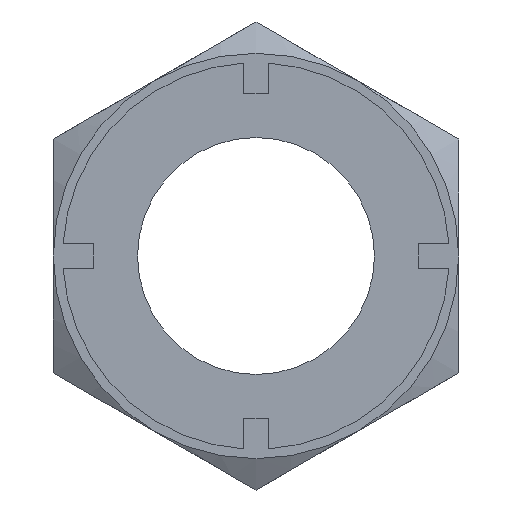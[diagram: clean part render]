
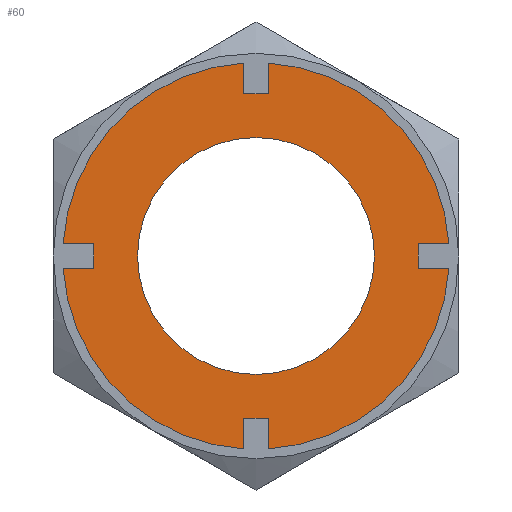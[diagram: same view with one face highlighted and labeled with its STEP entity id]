
A CAD part, left-side view. The second image highlights one B-rep face of the part: STEP entity #60.
In plain terms, the highlighted planar face has unit normal (-1, 0, 0).
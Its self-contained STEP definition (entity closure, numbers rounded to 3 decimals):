
#60=ADVANCED_FACE('',(#114,#115),#116,.T.);
#114=FACE_OUTER_BOUND('',#195,.T.);
#115=FACE_BOUND('',#196,.T.);
#116=PLANE('',#197);
#195=EDGE_LOOP('',(#346,#347,#348,#349,#350,#351,#352,#353,#354,#355,#356,#357,#358,#359,#360,#361));
#196=EDGE_LOOP('',(#362,#363));
#197=AXIS2_PLACEMENT_3D('',#364,#365,#366);
#346=ORIENTED_EDGE('',*,*,#569,.T.);
#347=ORIENTED_EDGE('',*,*,#566,.T.);
#348=ORIENTED_EDGE('',*,*,#563,.T.);
#349=ORIENTED_EDGE('',*,*,#597,.F.);
#350=ORIENTED_EDGE('',*,*,#579,.T.);
#351=ORIENTED_EDGE('',*,*,#576,.T.);
#352=ORIENTED_EDGE('',*,*,#573,.T.);
#353=ORIENTED_EDGE('',*,*,#595,.F.);
#354=ORIENTED_EDGE('',*,*,#589,.T.);
#355=ORIENTED_EDGE('',*,*,#586,.T.);
#356=ORIENTED_EDGE('',*,*,#583,.T.);
#357=ORIENTED_EDGE('',*,*,#593,.F.);
#358=ORIENTED_EDGE('',*,*,#601,.T.);
#359=ORIENTED_EDGE('',*,*,#602,.T.);
#360=ORIENTED_EDGE('',*,*,#603,.T.);
#361=ORIENTED_EDGE('',*,*,#598,.F.);
#362=ORIENTED_EDGE('',*,*,#604,.T.);
#363=ORIENTED_EDGE('',*,*,#558,.T.);
#364=CARTESIAN_POINT('',(-43.0,25.0,0.0));
#365=DIRECTION('',(-1.0,0.0,0.0));
#366=DIRECTION('',(0.0,0.0,1.0));
#558=EDGE_CURVE('',#656,#653,#657,.T.);
#563=EDGE_CURVE('',#666,#664,#667,.T.);
#566=EDGE_CURVE('',#671,#666,#672,.T.);
#569=EDGE_CURVE('',#676,#671,#677,.T.);
#573=EDGE_CURVE('',#684,#682,#685,.T.);
#576=EDGE_CURVE('',#689,#684,#690,.T.);
#579=EDGE_CURVE('',#694,#689,#695,.T.);
#583=EDGE_CURVE('',#702,#700,#703,.T.);
#586=EDGE_CURVE('',#707,#702,#708,.T.);
#589=EDGE_CURVE('',#712,#707,#713,.T.);
#593=EDGE_CURVE('',#717,#700,#719,.T.);
#595=EDGE_CURVE('',#712,#682,#721,.T.);
#597=EDGE_CURVE('',#694,#664,#723,.T.);
#598=EDGE_CURVE('',#676,#724,#725,.T.);
#601=EDGE_CURVE('',#717,#729,#730,.T.);
#602=EDGE_CURVE('',#729,#731,#732,.T.);
#603=EDGE_CURVE('',#731,#724,#733,.T.);
#604=EDGE_CURVE('',#653,#656,#734,.T.);
#653=VERTEX_POINT('',#809);
#656=VERTEX_POINT('',#813);
#657=CIRCLE('',#814,19.0);
#664=VERTEX_POINT('',#823);
#666=VERTEX_POINT('',#826);
#667=LINE('',#827,#828);
#671=VERTEX_POINT('',#834);
#672=LINE('',#835,#836);
#676=VERTEX_POINT('',#842);
#677=LINE('',#843,#844);
#682=VERTEX_POINT('',#851);
#684=VERTEX_POINT('',#854);
#685=LINE('',#855,#856);
#689=VERTEX_POINT('',#862);
#690=LINE('',#863,#864);
#694=VERTEX_POINT('',#870);
#695=LINE('',#871,#872);
#700=VERTEX_POINT('',#879);
#702=VERTEX_POINT('',#882);
#703=LINE('',#883,#884);
#707=VERTEX_POINT('',#890);
#708=LINE('',#891,#892);
#712=VERTEX_POINT('',#898);
#713=LINE('',#899,#900);
#717=VERTEX_POINT('',#905);
#719=CIRCLE('',#908,31.0);
#721=CIRCLE('',#910,31.0);
#723=CIRCLE('',#912,31.0);
#724=VERTEX_POINT('',#913);
#725=CIRCLE('',#914,31.0);
#729=VERTEX_POINT('',#919);
#730=LINE('',#920,#921);
#731=VERTEX_POINT('',#922);
#732=LINE('',#923,#924);
#733=LINE('',#925,#926);
#734=CIRCLE('',#927,19.0);
#809=CARTESIAN_POINT('',(-43.0,19.0,0.0));
#813=CARTESIAN_POINT('',(-43.0,-19.0,0.));
#814=AXIS2_PLACEMENT_3D('',#1230,#1231,#1232);
#823=CARTESIAN_POINT('',(-43.0,-2.,-30.935));
#826=CARTESIAN_POINT('',(-43.0,-2.,-26.0));
#827=CARTESIAN_POINT('',(-43.0,-2.0,-15.468));
#828=VECTOR('',#1239,10.0);
#834=CARTESIAN_POINT('',(-43.0,2.0,-26.0));
#835=CARTESIAN_POINT('',(-43.0,11.5,-26.0));
#836=VECTOR('',#1242,10.0);
#842=CARTESIAN_POINT('',(-43.0,2.,-30.935));
#843=CARTESIAN_POINT('',(-43.0,2.0,-13.0));
#844=VECTOR('',#1245,10.0);
#851=CARTESIAN_POINT('',(-43.0,-30.935,2.0));
#854=CARTESIAN_POINT('',(-43.0,-26.0,2.0));
#855=CARTESIAN_POINT('',(-43.0,-2.968,2.0));
#856=VECTOR('',#1249,10.0);
#862=CARTESIAN_POINT('',(-43.0,-26.0,-2.0));
#863=CARTESIAN_POINT('',(-43.0,-26.0,1.));
#864=VECTOR('',#1252,10.0);
#870=CARTESIAN_POINT('',(-43.0,-30.935,-2.0));
#871=CARTESIAN_POINT('',(-43.0,-0.5,-2.0));
#872=VECTOR('',#1255,10.0);
#879=CARTESIAN_POINT('',(-43.0,2.0,30.935));
#882=CARTESIAN_POINT('',(-43.0,2.0,26.0));
#883=CARTESIAN_POINT('',(-43.0,2.0,15.468));
#884=VECTOR('',#1259,10.0);
#890=CARTESIAN_POINT('',(-43.0,-2.0,26.0));
#891=CARTESIAN_POINT('',(-43.0,13.5,26.0));
#892=VECTOR('',#1262,10.0);
#898=CARTESIAN_POINT('',(-43.0,-2.0,30.935));
#899=CARTESIAN_POINT('',(-43.0,-2.0,13.0));
#900=VECTOR('',#1265,10.0);
#905=CARTESIAN_POINT('',(-43.0,30.935,2.0));
#908=AXIS2_PLACEMENT_3D('',#1271,#1272,#1273);
#910=AXIS2_PLACEMENT_3D('',#1277,#1278,#1279);
#912=AXIS2_PLACEMENT_3D('',#1283,#1284,#1285);
#913=CARTESIAN_POINT('',(-43.0,30.935,-2.0));
#914=AXIS2_PLACEMENT_3D('',#1286,#1287,#1288);
#919=CARTESIAN_POINT('',(-43.0,26.0,2.0));
#920=CARTESIAN_POINT('',(-43.0,25.5,2.0));
#921=VECTOR('',#1293,10.0);
#922=CARTESIAN_POINT('',(-43.0,26.0,-2.0));
#923=CARTESIAN_POINT('',(-43.0,26.0,-1.0));
#924=VECTOR('',#1294,10.0);
#925=CARTESIAN_POINT('',(-43.0,27.968,-2.0));
#926=VECTOR('',#1295,10.0);
#927=AXIS2_PLACEMENT_3D('',#1296,#1297,#1298);
#1230=CARTESIAN_POINT('',(-43.0,0.0,0.0));
#1231=DIRECTION('',(1.0,0.0,0.0));
#1232=DIRECTION('',(0.0,1.0,0.0));
#1239=DIRECTION('',(0.0,0.,-1.0));
#1242=DIRECTION('',(0.0,-1.0,0.));
#1245=DIRECTION('',(0.0,0.,1.0));
#1249=DIRECTION('',(0.0,-1.0,0.));
#1252=DIRECTION('',(0.0,0.,1.0));
#1255=DIRECTION('',(0.0,1.0,0.));
#1259=DIRECTION('',(0.0,0.,1.0));
#1262=DIRECTION('',(0.0,1.0,0.));
#1265=DIRECTION('',(0.0,0.,-1.0));
#1271=CARTESIAN_POINT('',(-43.0,0.0,0.0));
#1272=DIRECTION('',(1.0,0.0,0.0));
#1273=DIRECTION('',(0.0,1.0,0.0));
#1277=CARTESIAN_POINT('',(-43.0,0.0,0.0));
#1278=DIRECTION('',(1.0,0.0,0.0));
#1279=DIRECTION('',(0.0,1.0,0.0));
#1283=CARTESIAN_POINT('',(-43.0,0.0,0.0));
#1284=DIRECTION('',(1.0,0.0,0.0));
#1285=DIRECTION('',(0.0,1.0,0.0));
#1286=CARTESIAN_POINT('',(-43.0,0.0,0.0));
#1287=DIRECTION('',(1.0,0.0,0.0));
#1288=DIRECTION('',(0.0,1.0,0.0));
#1293=DIRECTION('',(0.0,-1.0,0.));
#1294=DIRECTION('',(0.0,0.0,-1.0));
#1295=DIRECTION('',(0.0,1.0,0.0));
#1296=CARTESIAN_POINT('',(-43.0,0.0,0.0));
#1297=DIRECTION('',(1.0,0.0,0.0));
#1298=DIRECTION('',(0.0,1.0,0.0));
